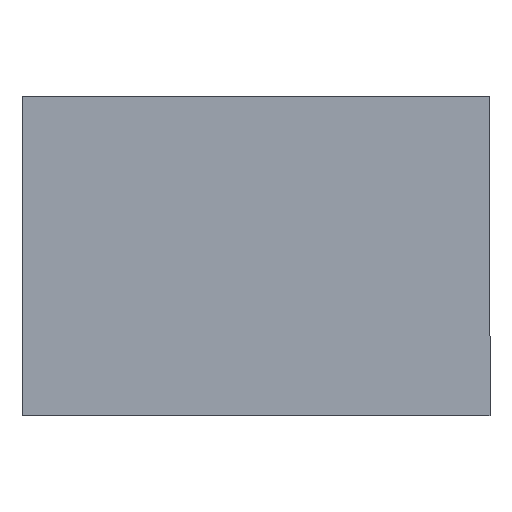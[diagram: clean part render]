
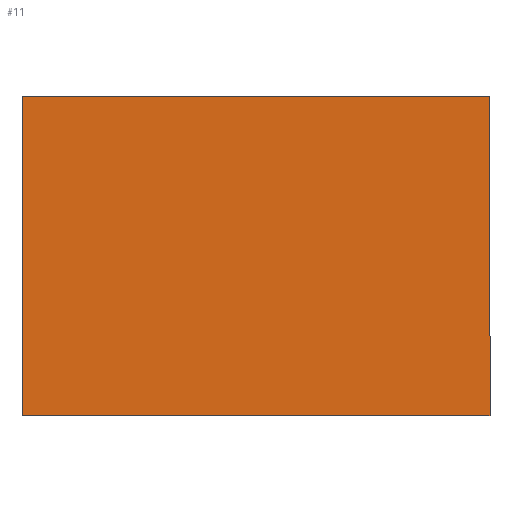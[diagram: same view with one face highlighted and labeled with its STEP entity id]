
A CAD part, top view. The second image highlights one B-rep face of the part: STEP entity #11.
In plain terms, the highlighted planar face has unit normal (0, 0, 1).
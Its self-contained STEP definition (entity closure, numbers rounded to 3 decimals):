
#11 = ADVANCED_FACE ( 'NONE', ( #185 ), #30, .F. ) ;
#16 = CARTESIAN_POINT ( 'NONE',  ( 0., 0., 20. ) ) ;
#17 = LINE ( 'NONE', #174, #61 ) ;
#25 = VERTEX_POINT ( 'NONE', #48 ) ;
#30 = PLANE ( 'NONE',  #151 ) ;
#33 = DIRECTION ( 'NONE',  ( 0., 0., -1. ) ) ;
#38 = DIRECTION ( 'NONE',  ( 0., -1., 0. ) ) ;
#40 = ORIENTED_EDGE ( 'NONE', *, *, #123, .T. ) ;
#45 = EDGE_LOOP ( 'NONE', ( #40, #125, #126, #178 ) ) ;
#48 = CARTESIAN_POINT ( 'NONE',  ( 330., 225., 20. ) ) ;
#53 = CARTESIAN_POINT ( 'NONE',  ( 330., 0., 20. ) ) ;
#57 = LINE ( 'NONE', #53, #101 ) ;
#61 = VECTOR ( 'NONE', #38, 1000. ) ;
#64 = CARTESIAN_POINT ( 'NONE',  ( 0., 225., 20. ) ) ;
#77 = DIRECTION ( 'NONE',  ( -1., 0., 0. ) ) ;
#80 = CARTESIAN_POINT ( 'NONE',  ( 0., 0., 20. ) ) ;
#90 = VERTEX_POINT ( 'NONE', #80 ) ;
#91 = EDGE_CURVE ( 'NONE', #25, #197, #175, .T. ) ;
#96 = DIRECTION ( 'NONE',  ( 1., 0., 0. ) ) ;
#101 = VECTOR ( 'NONE', #168, 1000. ) ;
#109 = LINE ( 'NONE', #120, #129 ) ;
#113 = EDGE_CURVE ( 'NONE', #158, #25, #57, .T. ) ;
#120 = CARTESIAN_POINT ( 'NONE',  ( 0., 0., 20. ) ) ;
#123 = EDGE_CURVE ( 'NONE', #197, #90, #17, .T. ) ;
#125 = ORIENTED_EDGE ( 'NONE', *, *, #198, .T. ) ;
#126 = ORIENTED_EDGE ( 'NONE', *, *, #113, .T. ) ;
#129 = VECTOR ( 'NONE', #96, 1000. ) ;
#145 = CARTESIAN_POINT ( 'NONE',  ( 0., 225., 20. ) ) ;
#151 = AXIS2_PLACEMENT_3D ( 'NONE', #16, #33, #77 ) ;
#155 = CARTESIAN_POINT ( 'NONE',  ( 330., 0., 20. ) ) ;
#158 = VERTEX_POINT ( 'NONE', #155 ) ;
#168 = DIRECTION ( 'NONE',  ( 0., 1., 0. ) ) ;
#174 = CARTESIAN_POINT ( 'NONE',  ( 0., 0., 20. ) ) ;
#175 = LINE ( 'NONE', #145, #181 ) ;
#178 = ORIENTED_EDGE ( 'NONE', *, *, #91, .T. ) ;
#181 = VECTOR ( 'NONE', #189, 1000. ) ;
#185 = FACE_OUTER_BOUND ( 'NONE', #45, .T. ) ;
#189 = DIRECTION ( 'NONE',  ( -1., 0., 0. ) ) ;
#197 = VERTEX_POINT ( 'NONE', #64 ) ;
#198 = EDGE_CURVE ( 'NONE', #90, #158, #109, .T. ) ;
